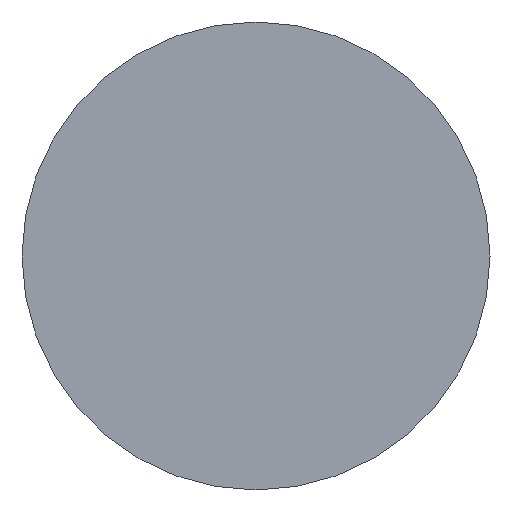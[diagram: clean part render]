
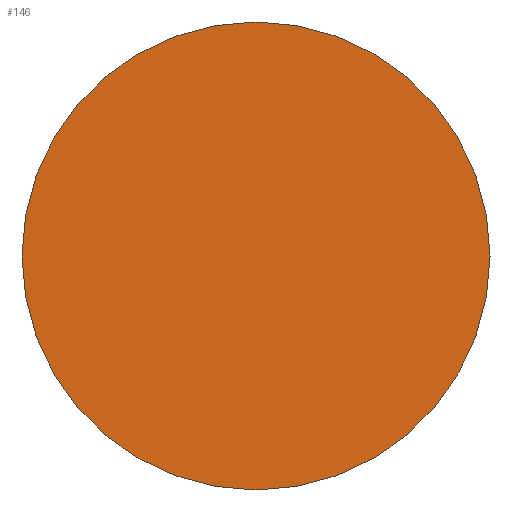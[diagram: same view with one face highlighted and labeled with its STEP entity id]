
A CAD part, front view. The second image highlights one B-rep face of the part: STEP entity #146.
In plain terms, the highlighted planar face has unit normal (0, -1, 0).
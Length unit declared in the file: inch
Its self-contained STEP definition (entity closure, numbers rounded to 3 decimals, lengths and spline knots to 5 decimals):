
#9 = DIRECTION ( 'NONE',  ( 0., -1., 0. ) ) ;
#16 = CARTESIAN_POINT ( 'NONE',  ( 0., 0., 0. ) ) ;
#37 = EDGE_CURVE ( 'NONE', #302, #308, #185, .T. ) ;
#48 = CARTESIAN_POINT ( 'NONE',  ( 0., 0., 0.5 ) ) ;
#67 = DIRECTION ( 'NONE',  ( 0., 0., -1. ) ) ;
#74 = CARTESIAN_POINT ( 'NONE',  ( 0., 0., 0. ) ) ;
#75 = EDGE_CURVE ( 'NONE', #308, #302, #431, .T. ) ;
#76 = EDGE_LOOP ( 'NONE', ( #384, #319 ) ) ;
#91 = DIRECTION ( 'NONE',  ( 0., 0., -1. ) ) ;
#146 = ADVANCED_FACE ( 'NONE', ( #208 ), #203, .T. ) ;
#156 = DIRECTION ( 'NONE',  ( 0., 0., -1. ) ) ;
#185 = CIRCLE ( 'NONE', #193, 0.5 ) ;
#192 = DIRECTION ( 'NONE',  ( 0., -1., 0. ) ) ;
#193 = AXIS2_PLACEMENT_3D ( 'NONE', #451, #402, #91 ) ;
#203 = PLANE ( 'NONE',  #391 ) ;
#208 = FACE_OUTER_BOUND ( 'NONE', #76, .T. ) ;
#226 = AXIS2_PLACEMENT_3D ( 'NONE', #16, #192, #156 ) ;
#302 = VERTEX_POINT ( 'NONE', #364 ) ;
#308 = VERTEX_POINT ( 'NONE', #48 ) ;
#319 = ORIENTED_EDGE ( 'NONE', *, *, #75, .T. ) ;
#364 = CARTESIAN_POINT ( 'NONE',  ( 0., 0., -0.5 ) ) ;
#384 = ORIENTED_EDGE ( 'NONE', *, *, #37, .T. ) ;
#391 = AXIS2_PLACEMENT_3D ( 'NONE', #74, #9, #67 ) ;
#402 = DIRECTION ( 'NONE',  ( 0., -1., 0. ) ) ;
#431 = CIRCLE ( 'NONE', #226, 0.5 ) ;
#451 = CARTESIAN_POINT ( 'NONE',  ( 0., 0., 0. ) ) ;
